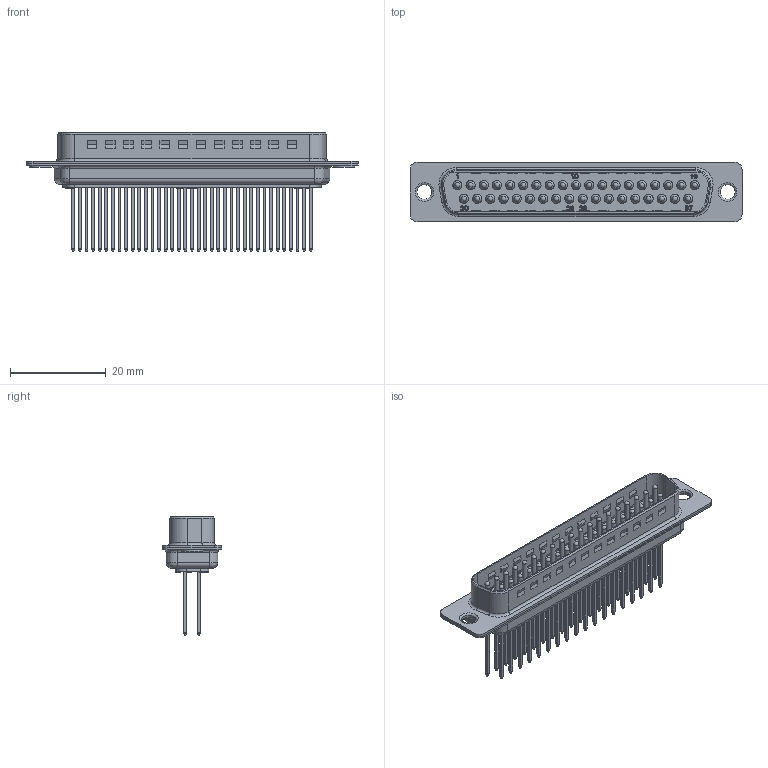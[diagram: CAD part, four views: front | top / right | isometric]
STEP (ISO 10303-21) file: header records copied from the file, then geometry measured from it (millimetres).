
FILE_DESCRIPTION(/* description */ ('I37P'),/* implementation_level */ '2;1');
FILE_NAME(/* name */ 'K050055.stp',/* time_stamp */ '2017-04-28T16:59:20+02:00',/* author */ ('M. Rickli'),/* organization */ (''),/* preprocessor_version */ 'ST-DEVELOPER v15.6',/* originating_system */ 'Autodesk Inventor 2015',/* authorisation */ '');
FILE_SCHEMA (('AUTOMOTIVE_DESIGN { 1 0 10303 214 3 1 1 }'));
Length unit declared in the file: millimetre
Products named in the file (5): N00407_kleine_Datei_BG; R+B00076_BG; R+B00159_BG; R+B00156_BG; K050055
Assembly tree (40 placements, depth 2):
  K050055
    N00407_kleine_Datei_BG
    R+B00076_BG  x37
    R+B00159_BG
    R+B00156_BG
Bounding box: 69.5 x 12.4 x 24.9 mm (x, y, z)
Volume: 3492 mm3; surface area: 9930.4 mm2
Topology: 40 solids, 40 shells, 1603 faces, 3482 edges, 2237 vertices
Faces by surface type: plane 847, cylinder 489, cone 152, bspline 54, sphere 37, torus 24
Full cylindrical faces by diameter (mm): 0.242 x2, 0.281 x2, 0.85 x37, 1 x37, 1.6 x37, 1.602 x74, 1.92 x37, 1.94 x37, 1.96 x74, 2.23 x37, 2.3 x37, 3.1 x2, 3.9 x2, 4.06 x2, 4.6 x2
Entity records: 24840 total; most frequent: CARTESIAN_POINT 8792, DIRECTION 3206, ORIENTED_EDGE 2998, EDGE_CURVE 1499, AXIS2_PLACEMENT_3D 1093, VERTEX_POINT 1043, EDGE_LOOP 1028, LINE 1020
